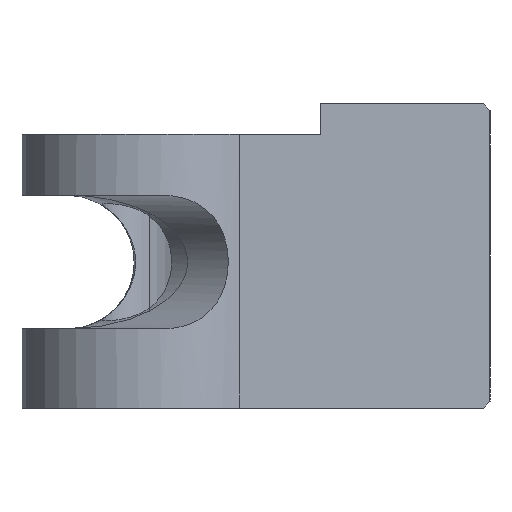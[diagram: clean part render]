
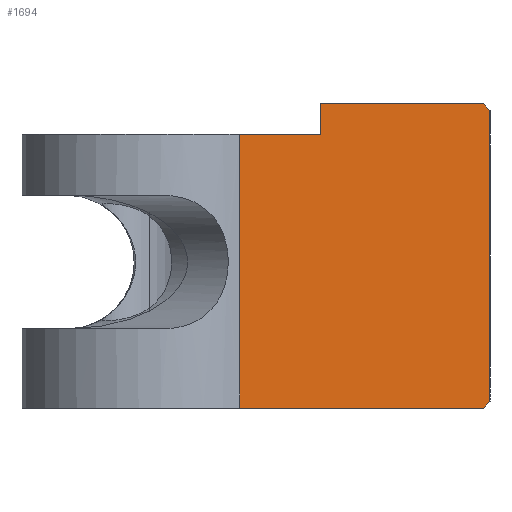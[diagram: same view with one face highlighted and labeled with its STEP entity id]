
A CAD part, left-side view. The second image highlights one B-rep face of the part: STEP entity #1694.
In plain terms, the highlighted planar face has unit normal (-0.707, -0.707, 0).
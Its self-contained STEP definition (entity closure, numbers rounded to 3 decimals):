
#56 = CARTESIAN_POINT ( 'NONE',  ( -15.717, 7.496, 1.355 ) ) ;
#64 = CARTESIAN_POINT ( 'NONE',  ( -32.397, 24.176, 0. ) ) ;
#79 = VECTOR ( 'NONE', #932, 1000. ) ;
#132 = CARTESIAN_POINT ( 'NONE',  ( -32.397, 24.176, -3. ) ) ;
#146 = LINE ( 'NONE', #298, #1353 ) ;
#178 = DIRECTION ( 'NONE',  ( 0.577, -0.577, -0.577 ) ) ;
#183 = EDGE_CURVE ( 'NONE', #1092, #1174, #146, .T. ) ;
#185 = EDGE_CURVE ( 'NONE', #813, #248, #1787, .T. ) ;
#203 = LINE ( 'NONE', #799, #1530 ) ;
#212 = VECTOR ( 'NONE', #1540, 1000. ) ;
#245 = ORIENTED_EDGE ( 'NONE', *, *, #595, .F. ) ;
#248 = VERTEX_POINT ( 'NONE', #1892 ) ;
#288 = DIRECTION ( 'NONE',  ( 0.707, -0.707, 0. ) ) ;
#298 = CARTESIAN_POINT ( 'NONE',  ( -32.397, 24.176, 0. ) ) ;
#299 = VERTEX_POINT ( 'NONE', #390 ) ;
#390 = CARTESIAN_POINT ( 'NONE',  ( -24.162, 15.941, 0.2 ) ) ;
#416 = CARTESIAN_POINT ( 'NONE',  ( -32.397, 24.176, 9. ) ) ;
#442 = VECTOR ( 'NONE', #288, 1000. ) ;
#454 = DIRECTION ( 'NONE',  ( 0., 0., -1. ) ) ;
#481 = CARTESIAN_POINT ( 'NONE',  ( -32.397, 24.176, 10. ) ) ;
#484 = DIRECTION ( 'NONE',  ( 0., 0., 1. ) ) ;
#499 = VERTEX_POINT ( 'NONE', #1216 ) ;
#517 = ORIENTED_EDGE ( 'NONE', *, *, #1167, .F. ) ;
#549 = VECTOR ( 'NONE', #484, 1000. ) ;
#595 = EDGE_CURVE ( 'NONE', #1092, #813, #1228, .T. ) ;
#615 = DIRECTION ( 'NONE',  ( 0.707, -0.707, 0. ) ) ;
#620 = ORIENTED_EDGE ( 'NONE', *, *, #185, .F. ) ;
#634 = LINE ( 'NONE', #56, #814 ) ;
#642 = EDGE_CURVE ( 'NONE', #299, #1174, #203, .T. ) ;
#649 = VECTOR ( 'NONE', #454, 1000. ) ;
#739 = ORIENTED_EDGE ( 'NONE', *, *, #1040, .T. ) ;
#799 = CARTESIAN_POINT ( 'NONE',  ( -24.515, 16.294, -0.153 ) ) ;
#813 = VERTEX_POINT ( 'NONE', #416 ) ;
#814 = VECTOR ( 'NONE', #178, 1000. ) ;
#871 = EDGE_CURVE ( 'NONE', #957, #248, #1918, .T. ) ;
#887 = CARTESIAN_POINT ( 'NONE',  ( -29.725, 21.504, 9. ) ) ;
#919 = CARTESIAN_POINT ( 'NONE',  ( -24.362, 16.141, 10. ) ) ;
#932 = DIRECTION ( 'NONE',  ( 0.707, -0.707, 0. ) ) ;
#940 = CARTESIAN_POINT ( 'NONE',  ( -24.162, 15.941, -3. ) ) ;
#957 = VERTEX_POINT ( 'NONE', #1939 ) ;
#973 = VERTEX_POINT ( 'NONE', #919 ) ;
#1034 = DIRECTION ( 'NONE',  ( 0.707, 0.707, 0. ) ) ;
#1040 = EDGE_CURVE ( 'NONE', #299, #499, #1532, .T. ) ;
#1092 = VERTEX_POINT ( 'NONE', #64 ) ;
#1128 = ORIENTED_EDGE ( 'NONE', *, *, #183, .T. ) ;
#1167 = EDGE_CURVE ( 'NONE', #973, #499, #634, .T. ) ;
#1174 = VERTEX_POINT ( 'NONE', #1846 ) ;
#1204 = FACE_OUTER_BOUND ( 'NONE', #1356, .T. ) ;
#1216 = CARTESIAN_POINT ( 'NONE',  ( -24.162, 15.941, 9.8 ) ) ;
#1228 = LINE ( 'NONE', #1832, #549 ) ;
#1254 = EDGE_CURVE ( 'NONE', #957, #973, #1822, .T. ) ;
#1257 = ORIENTED_EDGE ( 'NONE', *, *, #1254, .F. ) ;
#1353 = VECTOR ( 'NONE', #1509, 1000. ) ;
#1356 = EDGE_LOOP ( 'NONE', ( #1257, #1487, #620, #245, #1128, #1612, #739, #517 ) ) ;
#1396 = DIRECTION ( 'NONE',  ( -0.577, 0.577, -0.577 ) ) ;
#1404 = AXIS2_PLACEMENT_3D ( 'NONE', #132, #1034, #615 ) ;
#1487 = ORIENTED_EDGE ( 'NONE', *, *, #871, .T. ) ;
#1490 = CARTESIAN_POINT ( 'NONE',  ( -32.397, 24.176, 9. ) ) ;
#1509 = DIRECTION ( 'NONE',  ( 0.707, -0.707, 0. ) ) ;
#1530 = VECTOR ( 'NONE', #1396, 1000. ) ;
#1532 = LINE ( 'NONE', #940, #212 ) ;
#1540 = DIRECTION ( 'NONE',  ( 0., 0., 1. ) ) ;
#1612 = ORIENTED_EDGE ( 'NONE', *, *, #642, .F. ) ;
#1694 = ADVANCED_FACE ( 'NONE', ( #1204 ), #1784, .F. ) ;
#1784 = PLANE ( 'NONE',  #1404 ) ;
#1787 = LINE ( 'NONE', #1490, #442 ) ;
#1822 = LINE ( 'NONE', #481, #79 ) ;
#1832 = CARTESIAN_POINT ( 'NONE',  ( -32.397, 24.176, -3. ) ) ;
#1846 = CARTESIAN_POINT ( 'NONE',  ( -24.362, 16.141, 0. ) ) ;
#1892 = CARTESIAN_POINT ( 'NONE',  ( -29.725, 21.504, 9. ) ) ;
#1918 = LINE ( 'NONE', #887, #649 ) ;
#1939 = CARTESIAN_POINT ( 'NONE',  ( -29.725, 21.504, 10. ) ) ;
